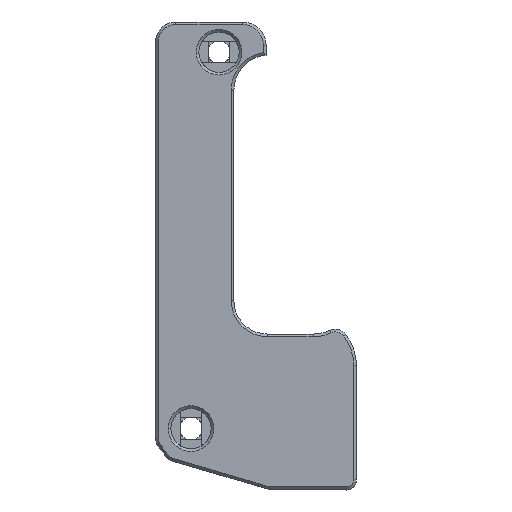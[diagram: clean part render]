
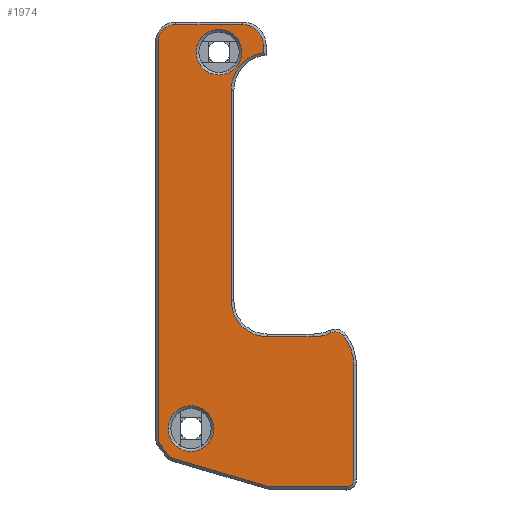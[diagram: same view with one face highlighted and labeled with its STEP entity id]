
A CAD part, top view. The second image highlights one B-rep face of the part: STEP entity #1974.
In plain terms, the highlighted planar face has unit normal (0, 0, 1).
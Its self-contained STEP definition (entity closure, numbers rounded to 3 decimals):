
#38=FACE_BOUND('',#327,.T.);
#39=FACE_BOUND('',#328,.T.);
#64=CIRCLE('',#2134,3.4);
#66=CIRCLE('',#2137,3.1);
#67=CIRCLE('',#2138,2.6);
#68=CIRCLE('',#2139,1.1);
#69=CIRCLE('',#2140,1.1);
#70=CIRCLE('',#2141,1.1);
#71=CIRCLE('',#2142,1.1);
#72=CIRCLE('',#2143,7.1);
#73=CIRCLE('',#2144,1.6);
#74=CIRCLE('',#2145,6.2);
#75=CIRCLE('',#2146,5.4);
#76=CIRCLE('',#2147,5.7);
#77=CIRCLE('',#2148,3.4);
#198=FACE_OUTER_BOUND('',#326,.T.);
#326=EDGE_LOOP('',(#1442,#1443,#1444,#1445,#1446,#1447,#1448,#1449,#1450,
#1451,#1452,#1453,#1454,#1455,#1456,#1457,#1458,#1459,#1460,#1461));
#327=EDGE_LOOP('',(#1462));
#328=EDGE_LOOP('',(#1463));
#502=LINE('',#5058,#683);
#503=LINE('',#5062,#684);
#504=LINE('',#5066,#685);
#505=LINE('',#5070,#686);
#506=LINE('',#5074,#687);
#507=LINE('',#5078,#688);
#508=LINE('',#5082,#689);
#509=LINE('',#5090,#690);
#510=LINE('',#5094,#691);
#683=VECTOR('',#2443,10.);
#684=VECTOR('',#2446,10.);
#685=VECTOR('',#2449,10.);
#686=VECTOR('',#2452,10.);
#687=VECTOR('',#2455,10.);
#688=VECTOR('',#2458,10.);
#689=VECTOR('',#2461,10.);
#690=VECTOR('',#2468,10.);
#691=VECTOR('',#2471,10.);
#892=VERTEX_POINT('',#5050);
#894=VERTEX_POINT('',#5056);
#895=VERTEX_POINT('',#5057);
#896=VERTEX_POINT('',#5059);
#897=VERTEX_POINT('',#5061);
#898=VERTEX_POINT('',#5063);
#899=VERTEX_POINT('',#5065);
#900=VERTEX_POINT('',#5067);
#901=VERTEX_POINT('',#5069);
#902=VERTEX_POINT('',#5071);
#903=VERTEX_POINT('',#5073);
#904=VERTEX_POINT('',#5075);
#905=VERTEX_POINT('',#5077);
#906=VERTEX_POINT('',#5079);
#907=VERTEX_POINT('',#5081);
#908=VERTEX_POINT('',#5083);
#909=VERTEX_POINT('',#5085);
#910=VERTEX_POINT('',#5087);
#911=VERTEX_POINT('',#5089);
#912=VERTEX_POINT('',#5091);
#913=VERTEX_POINT('',#5093);
#914=VERTEX_POINT('',#5096);
#1093=EDGE_CURVE('',#892,#892,#64,.T.);
#1096=EDGE_CURVE('',#894,#895,#502,.T.);
#1097=EDGE_CURVE('',#896,#894,#66,.T.);
#1098=EDGE_CURVE('',#897,#896,#503,.T.);
#1099=EDGE_CURVE('',#898,#897,#67,.T.);
#1100=EDGE_CURVE('',#899,#898,#504,.T.);
#1101=EDGE_CURVE('',#900,#899,#68,.T.);
#1102=EDGE_CURVE('',#901,#900,#505,.T.);
#1103=EDGE_CURVE('',#902,#901,#69,.T.);
#1104=EDGE_CURVE('',#903,#902,#506,.T.);
#1105=EDGE_CURVE('',#904,#903,#70,.T.);
#1106=EDGE_CURVE('',#905,#904,#507,.T.);
#1107=EDGE_CURVE('',#906,#905,#71,.T.);
#1108=EDGE_CURVE('',#907,#906,#508,.T.);
#1109=EDGE_CURVE('',#908,#907,#72,.T.);
#1110=EDGE_CURVE('',#909,#908,#73,.T.);
#1111=EDGE_CURVE('',#910,#909,#74,.T.);
#1112=EDGE_CURVE('',#911,#910,#509,.T.);
#1113=EDGE_CURVE('',#912,#911,#75,.T.);
#1114=EDGE_CURVE('',#913,#912,#510,.T.);
#1115=EDGE_CURVE('',#895,#913,#76,.T.);
#1116=EDGE_CURVE('',#914,#914,#77,.T.);
#1442=ORIENTED_EDGE('',*,*,#1096,.F.);
#1443=ORIENTED_EDGE('',*,*,#1097,.F.);
#1444=ORIENTED_EDGE('',*,*,#1098,.F.);
#1445=ORIENTED_EDGE('',*,*,#1099,.F.);
#1446=ORIENTED_EDGE('',*,*,#1100,.F.);
#1447=ORIENTED_EDGE('',*,*,#1101,.F.);
#1448=ORIENTED_EDGE('',*,*,#1102,.F.);
#1449=ORIENTED_EDGE('',*,*,#1103,.F.);
#1450=ORIENTED_EDGE('',*,*,#1104,.F.);
#1451=ORIENTED_EDGE('',*,*,#1105,.F.);
#1452=ORIENTED_EDGE('',*,*,#1106,.F.);
#1453=ORIENTED_EDGE('',*,*,#1107,.F.);
#1454=ORIENTED_EDGE('',*,*,#1108,.F.);
#1455=ORIENTED_EDGE('',*,*,#1109,.F.);
#1456=ORIENTED_EDGE('',*,*,#1110,.F.);
#1457=ORIENTED_EDGE('',*,*,#1111,.F.);
#1458=ORIENTED_EDGE('',*,*,#1112,.F.);
#1459=ORIENTED_EDGE('',*,*,#1113,.F.);
#1460=ORIENTED_EDGE('',*,*,#1114,.F.);
#1461=ORIENTED_EDGE('',*,*,#1115,.F.);
#1462=ORIENTED_EDGE('',*,*,#1116,.F.);
#1463=ORIENTED_EDGE('',*,*,#1093,.F.);
#1888=PLANE('',#2136);
#1974=ADVANCED_FACE('',(#198,#38,#39),#1888,.T.);
#2134=AXIS2_PLACEMENT_3D('',#5051,#2436,#2437);
#2136=AXIS2_PLACEMENT_3D('',#5055,#2441,#2442);
#2137=AXIS2_PLACEMENT_3D('',#5060,#2444,#2445);
#2138=AXIS2_PLACEMENT_3D('',#5064,#2447,#2448);
#2139=AXIS2_PLACEMENT_3D('',#5068,#2450,#2451);
#2140=AXIS2_PLACEMENT_3D('',#5072,#2453,#2454);
#2141=AXIS2_PLACEMENT_3D('',#5076,#2456,#2457);
#2142=AXIS2_PLACEMENT_3D('',#5080,#2459,#2460);
#2143=AXIS2_PLACEMENT_3D('',#5084,#2462,#2463);
#2144=AXIS2_PLACEMENT_3D('',#5086,#2464,#2465);
#2145=AXIS2_PLACEMENT_3D('',#5088,#2466,#2467);
#2146=AXIS2_PLACEMENT_3D('',#5092,#2469,#2470);
#2147=AXIS2_PLACEMENT_3D('',#5095,#2472,#2473);
#2148=AXIS2_PLACEMENT_3D('',#5097,#2474,#2475);
#2436=DIRECTION('center_axis',(0.,0.,
1.));
#2437=DIRECTION('ref_axis',(-1.,0.,0.));
#2441=DIRECTION('center_axis',(0.,0.,
1.));
#2442=DIRECTION('ref_axis',(0.,-1.,0.));
#2443=DIRECTION('',(-1.,0.,0.));
#2444=DIRECTION('center_axis',(0.,0.,
-1.));
#2445=DIRECTION('ref_axis',(0.707,-0.707,0.));
#2446=DIRECTION('',(0.,-1.,0.));
#2447=DIRECTION('center_axis',(0.,0.,
-1.));
#2448=DIRECTION('ref_axis',(0.707,0.707,0.));
#2449=DIRECTION('',(1.,0.,0.));
#2450=DIRECTION('center_axis',(0.,0.,
-1.));
#2451=DIRECTION('ref_axis',(-0.316,0.949,0.));
#2452=DIRECTION('',(0.801,0.599,0.));
#2453=DIRECTION('center_axis',(0.,0.,
-1.));
#2454=DIRECTION('ref_axis',(-0.821,0.571,0.));
#2455=DIRECTION('',(0.282,0.959,0.));
#2456=DIRECTION('center_axis',(0.,0.,
-1.));
#2457=DIRECTION('ref_axis',(-0.99,0.143,0.));
#2458=DIRECTION('',(0.,1.,0.));
#2459=DIRECTION('center_axis',(0.,0.,
-1.));
#2460=DIRECTION('ref_axis',(-0.707,-0.707,0.));
#2461=DIRECTION('',(-1.,0.,0.));
#2462=DIRECTION('center_axis',(0.,0.,
-1.));
#2463=DIRECTION('ref_axis',(0.707,-0.707,0.));
#2464=DIRECTION('center_axis',(0.,0.,
-1.));
#2465=DIRECTION('ref_axis',(0.973,-0.232,0.));
#2466=DIRECTION('center_axis',(0.,0.,
1.));
#2467=DIRECTION('ref_axis',(-0.894,-0.447,0.));
#2468=DIRECTION('',(0.,-1.,0.));
#2469=DIRECTION('center_axis',(0.,0.,
1.));
#2470=DIRECTION('ref_axis',(-0.707,0.707,0.));
#2471=DIRECTION('',(-1.,0.,0.));
#2472=DIRECTION('center_axis',(0.,0.,
1.));
#2473=DIRECTION('ref_axis',(1.,0.,0.));
#2474=DIRECTION('center_axis',(0.,0.,
1.));
#2475=DIRECTION('ref_axis',(-1.,0.,0.));
#5050=CARTESIAN_POINT('',(285.062,397.72,119.497));
#5051=CARTESIAN_POINT('Origin',(281.662,397.72,119.497));
#5055=CARTESIAN_POINT('Origin',(283.909,378.925,119.497));
#5056=CARTESIAN_POINT('',(338.741,386.93,119.496));
#5057=CARTESIAN_POINT('',(337.674,386.93,119.496));
#5058=CARTESIAN_POINT('',(292.477,386.93,119.497));
#5059=CARTESIAN_POINT('',(341.841,390.03,119.496));
#5060=CARTESIAN_POINT('Origin',(338.741,390.03,119.496));
#5061=CARTESIAN_POINT('',(341.841,400.,119.496));
#5062=CARTESIAN_POINT('',(341.841,398.602,119.496));
#5063=CARTESIAN_POINT('',(339.241,402.6,119.496));
#5064=CARTESIAN_POINT('Origin',(339.241,400.,119.496));
#5065=CARTESIAN_POINT('',(280.067,402.6,119.497));
#5066=CARTESIAN_POINT('',(305.416,402.6,119.497));
#5067=CARTESIAN_POINT('',(279.408,402.381,119.497));
#5068=CARTESIAN_POINT('Origin',(280.067,401.5,119.497));
#5069=CARTESIAN_POINT('',(277.643,401.06,119.497));
#5070=CARTESIAN_POINT('',(274.784,398.921,119.497));
#5071=CARTESIAN_POINT('',(277.247,400.49,119.497));
#5072=CARTESIAN_POINT('Origin',(278.302,400.179,119.497));
#5073=CARTESIAN_POINT('',(273.013,386.094,119.498));
#5074=CARTESIAN_POINT('',(273.696,388.416,119.497));
#5075=CARTESIAN_POINT('',(272.968,385.784,119.498));
#5076=CARTESIAN_POINT('Origin',(274.068,385.784,119.497));
#5077=CARTESIAN_POINT('',(272.968,374.567,119.498));
#5078=CARTESIAN_POINT('',(272.968,383.852,119.498));
#5079=CARTESIAN_POINT('',(274.068,373.467,119.497));
#5080=CARTESIAN_POINT('Origin',(274.068,374.567,119.497));
#5081=CARTESIAN_POINT('',(291.068,373.467,119.497));
#5082=CARTESIAN_POINT('',(277.739,373.467,119.497));
#5083=CARTESIAN_POINT('',(295.461,374.989,119.497));
#5084=CARTESIAN_POINT('Origin',(291.068,380.567,119.497));
#5085=CARTESIAN_POINT('',(295.922,376.92,119.497));
#5086=CARTESIAN_POINT('Origin',(294.471,376.246,119.497));
#5087=CARTESIAN_POINT('',(295.346,379.53,119.497));
#5088=CARTESIAN_POINT('Origin',(301.546,379.53,119.497));
#5089=CARTESIAN_POINT('',(295.346,386.33,119.497));
#5090=CARTESIAN_POINT('',(295.346,380.227,119.497));
#5091=CARTESIAN_POINT('',(300.746,391.73,119.497));
#5092=CARTESIAN_POINT('Origin',(300.746,386.33,119.497));
#5093=CARTESIAN_POINT('',(332.046,391.73,119.497));
#5094=CARTESIAN_POINT('',(307.977,391.73,119.497));
#5095=CARTESIAN_POINT('Origin',(332.046,386.03,119.497));
#5096=CARTESIAN_POINT('',(341.141,393.543,119.496));
#5097=CARTESIAN_POINT('Origin',(337.741,393.543,119.496));
